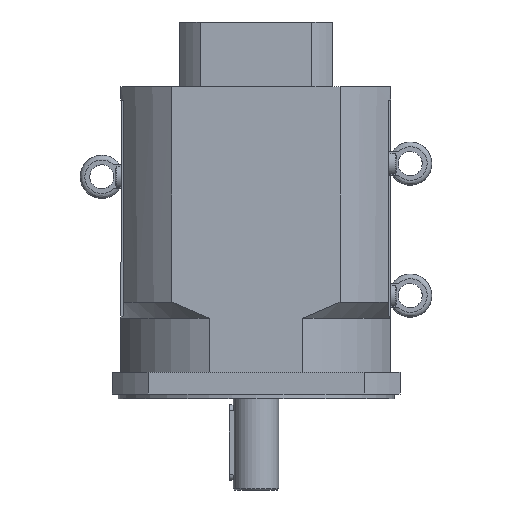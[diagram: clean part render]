
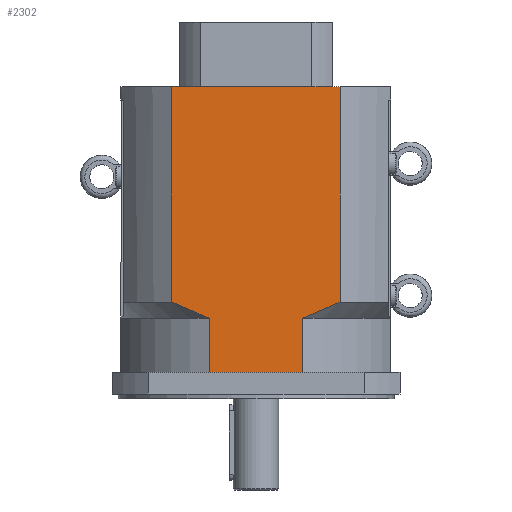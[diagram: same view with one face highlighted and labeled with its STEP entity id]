
A CAD part, front view. The second image highlights one B-rep face of the part: STEP entity #2302.
In plain terms, the highlighted planar face has unit normal (0, -1, 0).
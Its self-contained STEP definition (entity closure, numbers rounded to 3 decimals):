
#1185=CARTESIAN_POINT('',(38.791,-112.5,-238.0));
#1186=VERTEX_POINT('',#1185);
#1194=CARTESIAN_POINT('',(-38.791,-112.5,-238.0));
#1195=VERTEX_POINT('',#1194);
#1196=CARTESIAN_POINT('',(38.791,-112.5,-238.0));
#1197=DIRECTION('',(-1.0,0.0,0.0));
#1198=VECTOR('',#1197,77.582);
#1199=LINE('',#1196,#1198);
#1200=EDGE_CURVE('',#1186,#1195,#1199,.T.);
#1631=CARTESIAN_POINT('',(-38.791,-112.5,-193.0));
#1632=VERTEX_POINT('',#1631);
#1640=CARTESIAN_POINT('',(-70.,-112.5,-179.5));
#1641=VERTEX_POINT('',#1640);
#1642=CARTESIAN_POINT('',(-70.,-112.5,-179.5));
#1643=CARTESIAN_POINT('',(-53.558,-112.5,-188.186));
#1644=CARTESIAN_POINT('',(-38.791,-112.5,-193.0));
#1652=(BOUNDED_CURVE()B_SPLINE_CURVE(2,(#1642,#1643,#1644),.UNSPECIFIED.,.F.,.U.)B_SPLINE_CURVE_WITH_KNOTS((3,3),(4.535,8.397),.UNSPECIFIED.)CURVE()GEOMETRIC_REPRESENTATION_ITEM()RATIONAL_B_SPLINE_CURVE((1.018,1.017,1.0))REPRESENTATION_ITEM(''));
#1653=EDGE_CURVE('',#1641,#1632,#1652,.T.);
#1700=CARTESIAN_POINT('',(38.791,-112.5,-193.0));
#1701=VERTEX_POINT('',#1700);
#1702=CARTESIAN_POINT('',(70.0,-112.5,-179.5));
#1703=VERTEX_POINT('',#1702);
#1704=CARTESIAN_POINT('',(38.791,-112.5,-193.0));
#1705=CARTESIAN_POINT('',(53.558,-112.5,-188.186));
#1706=CARTESIAN_POINT('',(70.0,-112.5,-179.5));
#1714=(BOUNDED_CURVE()B_SPLINE_CURVE(2,(#1704,#1705,#1706),.UNSPECIFIED.,.F.,.U.)B_SPLINE_CURVE_WITH_KNOTS((3,3),(0.0,3.862),.UNSPECIFIED.)CURVE()GEOMETRIC_REPRESENTATION_ITEM()RATIONAL_B_SPLINE_CURVE((1.0,1.017,1.018))REPRESENTATION_ITEM(''));
#1715=EDGE_CURVE('',#1701,#1703,#1714,.T.);
#1872=CARTESIAN_POINT('',(38.791,-112.5,-238.0));
#1873=DIRECTION('',(0.0,0.0,1.0));
#1874=VECTOR('',#1873,45.0);
#1875=LINE('',#1872,#1874);
#1876=EDGE_CURVE('',#1186,#1701,#1875,.T.);
#1901=CARTESIAN_POINT('',(-38.791,-112.5,-193.0));
#1902=DIRECTION('',(0.0,0.0,-1.0));
#1903=VECTOR('',#1902,45.0);
#1904=LINE('',#1901,#1903);
#1905=EDGE_CURVE('',#1632,#1195,#1904,.T.);
#2154=CARTESIAN_POINT('',(-70.,-112.5,0.0));
#2155=VERTEX_POINT('',#2154);
#2156=CARTESIAN_POINT('',(-70.,-112.5,-179.5));
#2157=DIRECTION('',(0.0,0.0,1.0));
#2158=VECTOR('',#2157,179.5);
#2159=LINE('',#2156,#2158);
#2160=EDGE_CURVE('',#1641,#2155,#2159,.T.);
#2275=CARTESIAN_POINT('',(112.5,-112.5,-238.0));
#2276=DIRECTION('',(0.0,-1.0,0.0));
#2277=DIRECTION('',(0.0,0.0,-1.0));
#2278=AXIS2_PLACEMENT_3D('',#2275,#2276,#2277);
#2279=PLANE('',#2278);
#2280=ORIENTED_EDGE('',*,*,#1653,.T.);
#2281=ORIENTED_EDGE('',*,*,#1905,.T.);
#2282=ORIENTED_EDGE('',*,*,#1200,.F.);
#2283=ORIENTED_EDGE('',*,*,#1876,.T.);
#2284=ORIENTED_EDGE('',*,*,#1715,.T.);
#2285=CARTESIAN_POINT('',(70.,-112.5,0.0));
#2286=VERTEX_POINT('',#2285);
#2287=CARTESIAN_POINT('',(70.,-112.5,0.0));
#2288=DIRECTION('',(0.0,0.0,-1.0));
#2289=VECTOR('',#2288,179.5);
#2290=LINE('',#2287,#2289);
#2291=EDGE_CURVE('',#2286,#1703,#2290,.T.);
#2292=ORIENTED_EDGE('',*,*,#2291,.F.);
#2293=CARTESIAN_POINT('',(-70.,-112.5,0.0));
#2294=DIRECTION('',(1.0,0.0,0.0));
#2295=VECTOR('',#2294,140.);
#2296=LINE('',#2293,#2295);
#2297=EDGE_CURVE('',#2155,#2286,#2296,.T.);
#2298=ORIENTED_EDGE('',*,*,#2297,.F.);
#2299=ORIENTED_EDGE('',*,*,#2160,.F.);
#2300=EDGE_LOOP('',(#2280,#2281,#2282,#2283,#2284,#2292,#2298,#2299));
#2301=FACE_OUTER_BOUND('',#2300,.T.);
#2302=ADVANCED_FACE('',(#2301),#2279,.T.);
